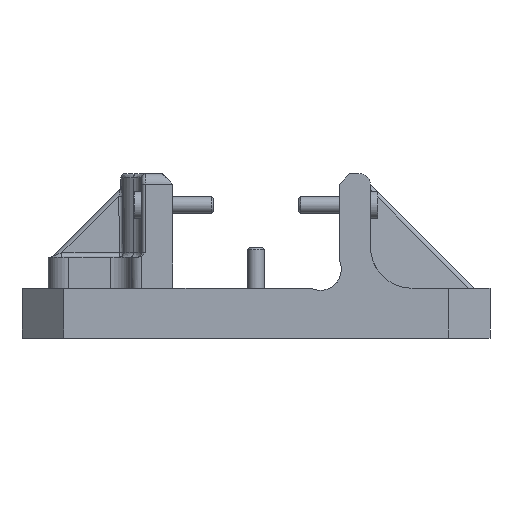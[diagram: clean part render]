
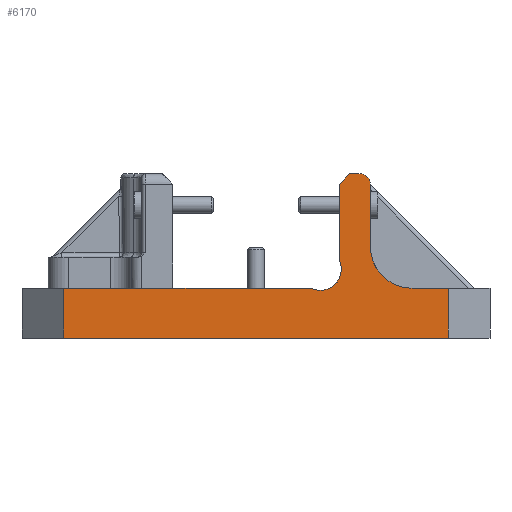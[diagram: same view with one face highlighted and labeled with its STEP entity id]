
A CAD part, front view. The second image highlights one B-rep face of the part: STEP entity #6170.
In plain terms, the highlighted planar face has unit normal (0, -1, 0).
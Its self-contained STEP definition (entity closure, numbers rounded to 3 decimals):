
#3230=AXIS2_PLACEMENT_3D('Circle Axis2P3D',#3228,#3229,$) ;
#5969=AXIS2_PLACEMENT_3D('Circle Axis2P3D',#5967,#5968,$) ;
#6103=AXIS2_PLACEMENT_3D('Plane Axis2P3D',#6100,#6101,#6102) ;
#227=CARTESIAN_POINT('Vertex',(-92.5,-157.5,-17.)) ;
#230=CARTESIAN_POINT('Line Origine',(-92.5,-157.5,-5.)) ;
#234=CARTESIAN_POINT('Vertex',(-92.5,-157.5,7.)) ;
#1888=CARTESIAN_POINT('Vertex',(45.,-157.5,62.)) ;
#1891=CARTESIAN_POINT('Line Origine',(47.5,-157.5,62.)) ;
#1895=CARTESIAN_POINT('Vertex',(50.,-157.5,62.)) ;
#1955=CARTESIAN_POINT('Vertex',(92.5,-157.5,7.)) ;
#2231=CARTESIAN_POINT('Vertex',(75.,-157.5,7.)) ;
#2234=CARTESIAN_POINT('Line Origine',(83.75,-157.5,7.)) ;
#3225=CARTESIAN_POINT('Vertex',(55.,-157.5,27.)) ;
#3228=CARTESIAN_POINT('Axis2P3D Location',(75.,-157.5,27.)) ;
#4081=CARTESIAN_POINT('Vertex',(55.,-157.5,57.)) ;
#4084=CARTESIAN_POINT('Line Origine',(55.,-157.5,42.)) ;
#5869=CARTESIAN_POINT('Line Origine',(92.5,-157.5,-5.)) ;
#5873=CARTESIAN_POINT('Vertex',(92.5,-157.5,-17.)) ;
#5897=CARTESIAN_POINT('Vertex',(40.,-157.5,57.)) ;
#5904=CARTESIAN_POINT('Vertex',(40.,-157.5,20.359)) ;
#5907=CARTESIAN_POINT('Line Origine',(40.,-157.5,38.679)) ;
#5967=CARTESIAN_POINT('Axis2P3D Location',(50.,-157.5,57.)) ;
#5992=CARTESIAN_POINT('Line Origine',(42.5,-157.5,59.5)) ;
#6100=CARTESIAN_POINT('Axis2P3D Location',(0.,-157.5,132.)) ;
#6106=CARTESIAN_POINT('Control Point',(26.641,-157.5,7.)) ;
#6107=CARTESIAN_POINT('Control Point',(27.478,-157.5,6.595)) ;
#6108=CARTESIAN_POINT('Control Point',(28.361,-157.5,6.287)) ;
#6109=CARTESIAN_POINT('Control Point',(29.277,-157.5,6.083)) ;
#6110=CARTESIAN_POINT('Control Point',(31.139,-157.5,5.893)) ;
#6111=CARTESIAN_POINT('Control Point',(32.995,-157.5,6.134)) ;
#6112=CARTESIAN_POINT('Control Point',(33.904,-157.5,6.363)) ;
#6113=CARTESIAN_POINT('Control Point',(35.654,-157.5,7.027)) ;
#6114=CARTESIAN_POINT('Control Point',(37.205,-157.5,8.075)) ;
#6115=CARTESIAN_POINT('Control Point',(37.916,-157.5,8.687)) ;
#6116=CARTESIAN_POINT('Control Point',(39.182,-157.5,10.065)) ;
#6117=CARTESIAN_POINT('Control Point',(40.099,-157.5,11.697)) ;
#6118=CARTESIAN_POINT('Control Point',(40.46,-157.5,12.562)) ;
#6119=CARTESIAN_POINT('Control Point',(40.974,-157.5,14.362)) ;
#6120=CARTESIAN_POINT('Control Point',(41.063,-157.5,16.231)) ;
#6121=CARTESIAN_POINT('Control Point',(40.997,-157.5,17.167)) ;
#6122=CARTESIAN_POINT('Control Point',(40.768,-157.5,18.381)) ;
#6123=CARTESIAN_POINT('Control Point',(40.36,-157.5,19.54)) ;
#6124=CARTESIAN_POINT('Control Point',(40.25,-157.5,19.818)) ;
#6125=CARTESIAN_POINT('Control Point',(40.13,-157.5,20.091)) ;
#6126=CARTESIAN_POINT('Control Point',(40.,-157.5,20.359)) ;
#6127=CARTESIAN_POINT('Vertex',(26.641,-157.5,7.)) ;
#6130=CARTESIAN_POINT('Line Origine',(-32.929,-157.5,7.)) ;
#6135=CARTESIAN_POINT('Line Origine',(-76.25,-157.5,-17.)) ;
#6139=CARTESIAN_POINT('Vertex',(-60.,-157.5,-17.)) ;
#6142=CARTESIAN_POINT('Line Origine',(0.,-157.5,-17.)) ;
#6146=CARTESIAN_POINT('Vertex',(60.,-157.5,-17.)) ;
#6149=CARTESIAN_POINT('Line Origine',(76.25,-157.5,-17.)) ;
#231=DIRECTION('Vector Direction',(0.,0.,-1.)) ;
#1892=DIRECTION('Vector Direction',(1.,0.,0.)) ;
#2235=DIRECTION('Vector Direction',(1.,0.,0.)) ;
#3229=DIRECTION('Axis2P3D Direction',(0.,-1.,0.)) ;
#4085=DIRECTION('Vector Direction',(0.,0.,1.)) ;
#5870=DIRECTION('Vector Direction',(0.,0.,1.)) ;
#5908=DIRECTION('Vector Direction',(0.,0.,-1.)) ;
#5968=DIRECTION('Axis2P3D Direction',(0.,-1.,0.)) ;
#5993=DIRECTION('Vector Direction',(-0.707,0.,-0.707)) ;
#6101=DIRECTION('Axis2P3D Direction',(0.,1.,0.)) ;
#6102=DIRECTION('Axis2P3D XDirection',(0.,0.,-1.)) ;
#6131=DIRECTION('Vector Direction',(-1.,0.,0.)) ;
#6136=DIRECTION('Vector Direction',(-1.,0.,0.)) ;
#6143=DIRECTION('Vector Direction',(-1.,0.,0.)) ;
#6150=DIRECTION('Vector Direction',(-1.,0.,0.)) ;
#232=VECTOR('Line Direction',#231,1.) ;
#1893=VECTOR('Line Direction',#1892,1.) ;
#2236=VECTOR('Line Direction',#2235,1.) ;
#4086=VECTOR('Line Direction',#4085,1.) ;
#5871=VECTOR('Line Direction',#5870,1.) ;
#5909=VECTOR('Line Direction',#5908,1.) ;
#5994=VECTOR('Line Direction',#5993,1.) ;
#6132=VECTOR('Line Direction',#6131,1.) ;
#6137=VECTOR('Line Direction',#6136,1.) ;
#6144=VECTOR('Line Direction',#6143,1.) ;
#6151=VECTOR('Line Direction',#6150,1.) ;
#6155=ORIENTED_EDGE('',*,*,#5996,.T.) ;
#6156=ORIENTED_EDGE('',*,*,#5911,.T.) ;
#6157=ORIENTED_EDGE('',*,*,#6129,.F.) ;
#6158=ORIENTED_EDGE('',*,*,#6134,.T.) ;
#6159=ORIENTED_EDGE('',*,*,#236,.T.) ;
#6160=ORIENTED_EDGE('',*,*,#6141,.F.) ;
#6161=ORIENTED_EDGE('',*,*,#6148,.F.) ;
#6162=ORIENTED_EDGE('',*,*,#6153,.F.) ;
#6163=ORIENTED_EDGE('',*,*,#5875,.T.) ;
#6164=ORIENTED_EDGE('',*,*,#2238,.F.) ;
#6165=ORIENTED_EDGE('',*,*,#3232,.F.) ;
#6166=ORIENTED_EDGE('',*,*,#4088,.T.) ;
#6167=ORIENTED_EDGE('',*,*,#5971,.T.) ;
#6168=ORIENTED_EDGE('',*,*,#1897,.F.) ;
#6170=ADVANCED_FACE('AEGT_281',(#6169),#6104,.F.) ;
#6105=B_SPLINE_CURVE_WITH_KNOTS('',5,(#6106,#6107,#6108,#6109,#6110,#6111,#6112,#6113,#6114,#6115,#6116,#6117,#6118,#6119,#6120,#6121,#6122,#6123,#6124,#6125,#6126),.UNSPECIFIED.,.F.,.U.,(6,3,3,3,3,3,6),(0.,6.573,13.145,19.718,26.29,32.863,34.97),.UNSPECIFIED.) ;
#3231=CIRCLE('generated circle',#3230,20.) ;
#5970=CIRCLE('generated circle',#5969,5.) ;
#236=EDGE_CURVE('',#235,#228,#233,.T.) ;
#1897=EDGE_CURVE('',#1889,#1896,#1894,.T.) ;
#2238=EDGE_CURVE('',#2232,#1956,#2237,.T.) ;
#3232=EDGE_CURVE('',#3226,#2232,#3231,.T.) ;
#4088=EDGE_CURVE('',#3226,#4082,#4087,.T.) ;
#5875=EDGE_CURVE('',#5874,#1956,#5872,.T.) ;
#5911=EDGE_CURVE('',#5898,#5905,#5910,.T.) ;
#5971=EDGE_CURVE('',#4082,#1896,#5970,.T.) ;
#5996=EDGE_CURVE('',#1889,#5898,#5995,.T.) ;
#6129=EDGE_CURVE('',#6128,#5905,#6105,.T.) ;
#6134=EDGE_CURVE('',#6128,#235,#6133,.T.) ;
#6141=EDGE_CURVE('',#6140,#228,#6138,.T.) ;
#6148=EDGE_CURVE('',#6147,#6140,#6145,.T.) ;
#6153=EDGE_CURVE('',#5874,#6147,#6152,.T.) ;
#6154=EDGE_LOOP('',(#6155,#6156,#6157,#6158,#6159,#6160,#6161,#6162,#6163,#6164,#6165,#6166,#6167,#6168)) ;
#6169=FACE_OUTER_BOUND('',#6154,.T.) ;
#233=LINE('Line',#230,#232) ;
#1894=LINE('Line',#1891,#1893) ;
#2237=LINE('Line',#2234,#2236) ;
#4087=LINE('Line',#4084,#4086) ;
#5872=LINE('Line',#5869,#5871) ;
#5910=LINE('Line',#5907,#5909) ;
#5995=LINE('Line',#5992,#5994) ;
#6133=LINE('Line',#6130,#6132) ;
#6138=LINE('Line',#6135,#6137) ;
#6145=LINE('Line',#6142,#6144) ;
#6152=LINE('Line',#6149,#6151) ;
#6104=PLANE('',#6103) ;
#228=VERTEX_POINT('',#227) ;
#235=VERTEX_POINT('',#234) ;
#1889=VERTEX_POINT('',#1888) ;
#1896=VERTEX_POINT('',#1895) ;
#1956=VERTEX_POINT('',#1955) ;
#2232=VERTEX_POINT('',#2231) ;
#3226=VERTEX_POINT('',#3225) ;
#4082=VERTEX_POINT('',#4081) ;
#5874=VERTEX_POINT('',#5873) ;
#5898=VERTEX_POINT('',#5897) ;
#5905=VERTEX_POINT('',#5904) ;
#6128=VERTEX_POINT('',#6127) ;
#6140=VERTEX_POINT('',#6139) ;
#6147=VERTEX_POINT('',#6146) ;
